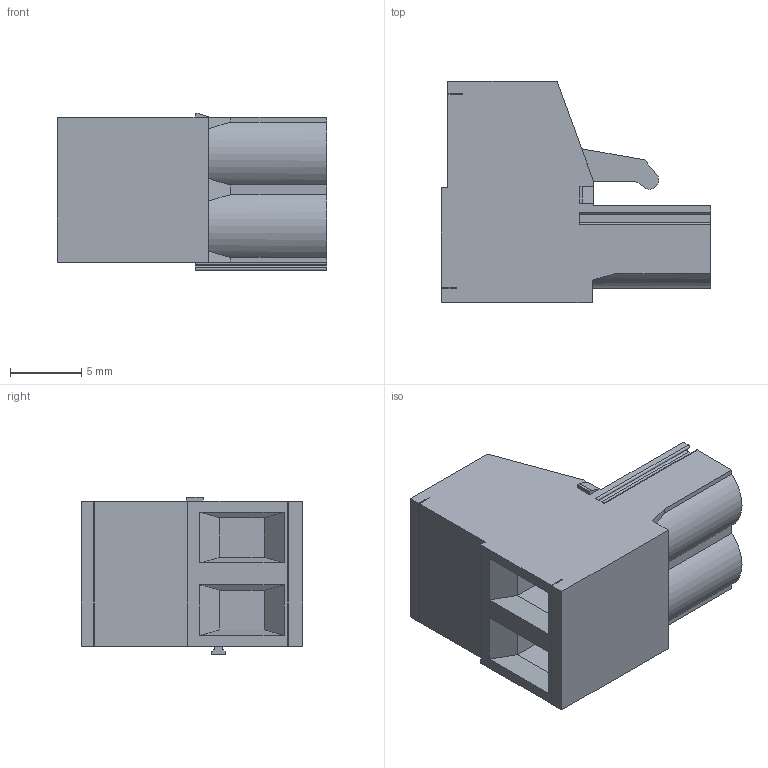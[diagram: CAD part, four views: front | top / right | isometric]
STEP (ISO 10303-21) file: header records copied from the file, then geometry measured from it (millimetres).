
FILE_DESCRIPTION(('STEP AP214'),'1');
FILE_NAME('SH02-5,08-M.stp','2019-09-18T07:31:15',(' '),(' '),'Spatial InterOp 3D',' ',' ');
FILE_SCHEMA(('automotive_design'));
Length unit declared in the file: metre
Products named in the file (1): 1
Bounding box: 18.85 x 15.5 x 11.02 mm (x, y, z)
Volume: 1755.2 mm3; surface area: 1514.3 mm2
Topology: 1 solids, 1 shells, 122 faces, 323 edges, 212 vertices
Faces by surface type: plane 103, cylinder 17, cone 2
Full cylindrical faces by diameter (mm): 1.6 x2, 3.8 x2, 4 x2
Entity records: 4632 total; most frequent: CARTESIAN_POINT 638, ORIENTED_EDGE 618, DIRECTION 601, EDGE_CURVE 309, LINE 263, VECTOR 263, VERTEX_POINT 206, AXIS2_PLACEMENT_3D 169
